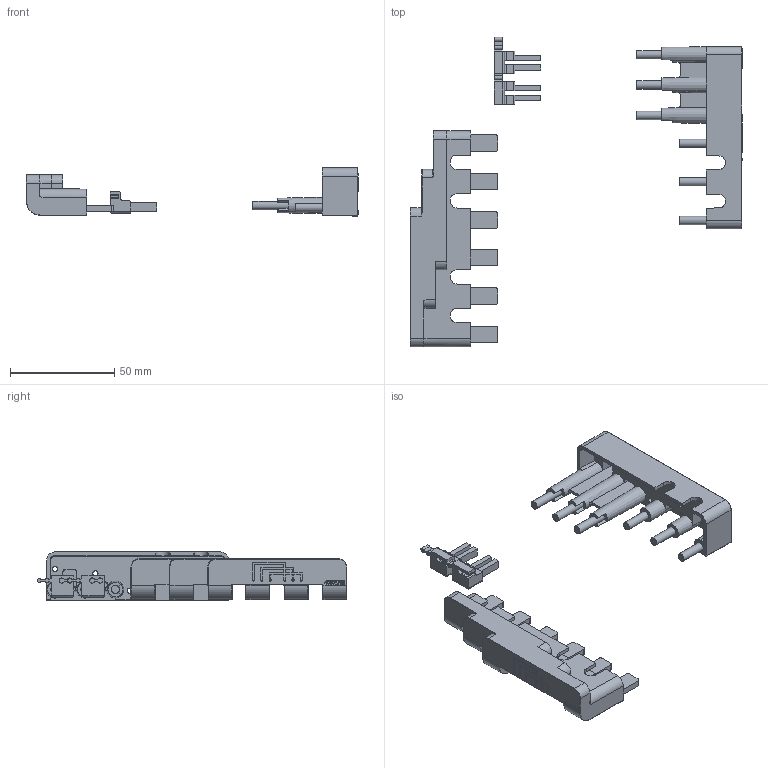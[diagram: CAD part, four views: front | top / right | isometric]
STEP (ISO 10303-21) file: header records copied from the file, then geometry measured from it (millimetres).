
FILE_DESCRIPTION(/* description */ (''),/* implementation_level */ '2;1');
FILE_NAME(/* name */ 'FILE_STP_CAD_DRAWING_BFX3332_Catalog_prt.stp',/* time_stamp */ '2020-11-05T11:21:21+01:00',/* author */ (''),/* organization */ (''),/* preprocessor_version */ 'ST-DEVELOPER v16.7',/* originating_system */ 'SIEMENS PLM Software NX 12.0',/* authorisation */ '');
FILE_SCHEMA (('AUTOMOTIVE_DESIGN { 1 0 10303 214 3 1 1 1 }'));
Length unit declared in the file: millimetre
Products named in the file (1): BFX3332_Catalog
Bounding box: 159.45 x 148.6 x 23.14 mm (x, y, z)
Surface area: 33367.8 mm2 (no closed solid volume)
Topology: 0 solids, 18 shells, 651 faces, 1868 edges, 1252 vertices
Faces by surface type: plane 379, cylinder 150, extrusion 50, torus 28, cone 22, bspline 20, sphere 2
Full cylindrical faces by diameter (mm): 4 x6
Entity records: 24165 total; most frequent: CARTESIAN_POINT 7515, ORIENTED_EDGE 3463, DIRECTION 3172, EDGE_CURVE 1827, VERTEX_POINT 1238, VECTOR 1152, LINE 1102, AXIS2_PLACEMENT_3D 1010
